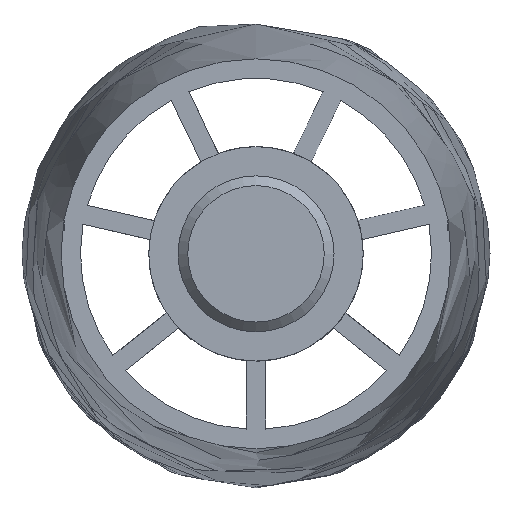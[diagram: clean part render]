
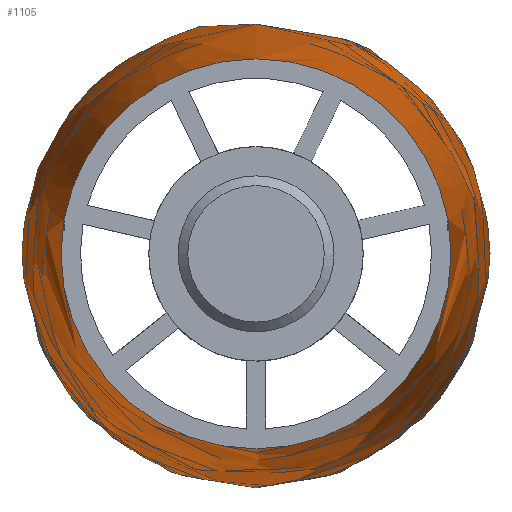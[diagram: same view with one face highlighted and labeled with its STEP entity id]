
A CAD part, front view. The second image highlights one B-rep face of the part: STEP entity #1105.
In plain terms, the highlighted free-form (B-spline) face has degree [2, 2] with [3, 9] control points.
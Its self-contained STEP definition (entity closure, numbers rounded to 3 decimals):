
#19=(
BOUNDED_SURFACE()
B_SPLINE_SURFACE(2,2,((#1958,#1959,#1960,#1961,#1962,#1963,#1964,#1965,
#1966),(#1967,#1968,#1969,#1970,#1971,#1972,#1973,#1974,#1975),(#1976,#1977,
#1978,#1979,#1980,#1981,#1982,#1983,#1984)),.UNSPECIFIED.,.F.,.T.,.F.)
B_SPLINE_SURFACE_WITH_KNOTS((3,3),(3,2,2,2,3),(-0.067,0.067),
(-3.142,-1.571,0.,1.571,3.142),
 .UNSPECIFIED.)
GEOMETRIC_REPRESENTATION_ITEM()
RATIONAL_B_SPLINE_SURFACE(((1.,0.707,1.,0.707,1.,
0.707,1.,0.707,1.),(0.998,0.706,
0.998,0.706,0.998,0.706,
0.998,0.706,0.998),(1.,0.707,
1.,0.707,1.,0.707,1.,0.707,1.)))
REPRESENTATION_ITEM('')
SURFACE()
);
#271=FACE_OUTER_BOUND('',#337,.T.);
#337=EDGE_LOOP('',(#940,#941,#942,#943));
#384=CIRCLE('',#1189,10.);
#420=CIRCLE('',#1238,10.);
#428=CIRCLE('',#1250,901.);
#478=VERTEX_POINT('',#1772);
#523=VERTEX_POINT('',#1891);
#599=EDGE_CURVE('',#478,#478,#384,.T.);
#660=EDGE_CURVE('',#523,#523,#420,.T.);
#685=EDGE_CURVE('',#478,#523,#428,.T.);
#940=ORIENTED_EDGE('',*,*,#599,.F.);
#941=ORIENTED_EDGE('',*,*,#685,.T.);
#942=ORIENTED_EDGE('',*,*,#660,.T.);
#943=ORIENTED_EDGE('',*,*,#685,.F.);
#1105=ADVANCED_FACE('',(#271),#19,.F.);
#1189=AXIS2_PLACEMENT_3D('',#1773,#1399,#1400);
#1238=AXIS2_PLACEMENT_3D('',#1892,#1522,#1523);
#1250=AXIS2_PLACEMENT_3D('',#1985,#1561,#1562);
#1399=DIRECTION('center_axis',(0.,-1.,0.));
#1400=DIRECTION('ref_axis',(1.,0.,0.));
#1522=DIRECTION('center_axis',(0.,-1.,0.));
#1523=DIRECTION('ref_axis',(1.,0.,0.));
#1561=DIRECTION('center_axis',(-1.,0.,0.));
#1562=DIRECTION('ref_axis',(0.,0.,1.));
#1772=CARTESIAN_POINT('',(0.,0.,10.));
#1773=CARTESIAN_POINT('Origin',(0.,0.,0.));
#1891=CARTESIAN_POINT('',(0.,120.,10.));
#1892=CARTESIAN_POINT('Origin',(0.,120.,0.));
#1958=CARTESIAN_POINT('Ctrl Pts',(0.,120.,10.));
#1959=CARTESIAN_POINT('Ctrl Pts',(-10.,120.,10.));
#1960=CARTESIAN_POINT('Ctrl Pts',(-10.,120.,0.));
#1961=CARTESIAN_POINT('Ctrl Pts',(-10.,120.,-10.));
#1962=CARTESIAN_POINT('Ctrl Pts',(0.,120.,-10.));
#1963=CARTESIAN_POINT('Ctrl Pts',(10.,120.,-10.));
#1964=CARTESIAN_POINT('Ctrl Pts',(10.,120.,0.));
#1965=CARTESIAN_POINT('Ctrl Pts',(10.,120.,10.));
#1966=CARTESIAN_POINT('Ctrl Pts',(0.,120.,10.));
#1967=CARTESIAN_POINT('Ctrl Pts',(0.,60.,
14.004));
#1968=CARTESIAN_POINT('Ctrl Pts',(-14.004,60.,14.004));
#1969=CARTESIAN_POINT('Ctrl Pts',(-14.004,60.,0.));
#1970=CARTESIAN_POINT('Ctrl Pts',(-14.004,60.,-14.004));
#1971=CARTESIAN_POINT('Ctrl Pts',(0.,60.,
-14.004));
#1972=CARTESIAN_POINT('Ctrl Pts',(14.004,60.,-14.004));
#1973=CARTESIAN_POINT('Ctrl Pts',(14.004,60.,0.));
#1974=CARTESIAN_POINT('Ctrl Pts',(14.004,60.,14.004));
#1975=CARTESIAN_POINT('Ctrl Pts',(0.,60.,
14.004));
#1976=CARTESIAN_POINT('Ctrl Pts',(0.,0.,10.));
#1977=CARTESIAN_POINT('Ctrl Pts',(-10.,0.,
10.));
#1978=CARTESIAN_POINT('Ctrl Pts',(-10.,0.,
0.));
#1979=CARTESIAN_POINT('Ctrl Pts',(-10.,0.,
-10.));
#1980=CARTESIAN_POINT('Ctrl Pts',(0.,0.,-10.));
#1981=CARTESIAN_POINT('Ctrl Pts',(10.,0.,
-10.));
#1982=CARTESIAN_POINT('Ctrl Pts',(10.,0.,
0.));
#1983=CARTESIAN_POINT('Ctrl Pts',(10.,0.,
10.));
#1984=CARTESIAN_POINT('Ctrl Pts',(0.,0.,10.));
#1985=CARTESIAN_POINT('Origin',(0.,60.,-889.));
